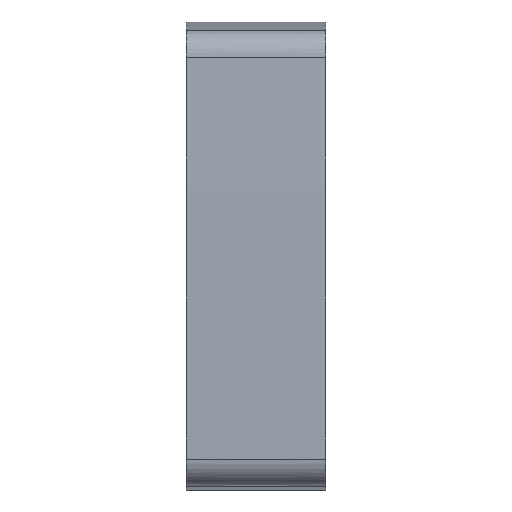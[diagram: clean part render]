
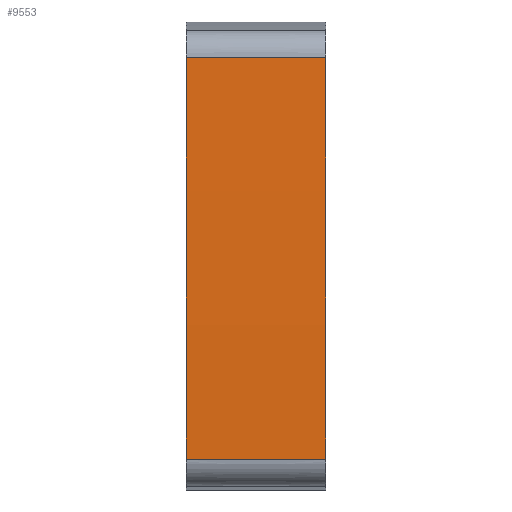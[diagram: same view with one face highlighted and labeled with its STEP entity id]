
A CAD part, left-side view. The second image highlights one B-rep face of the part: STEP entity #9553.
In plain terms, the highlighted cylindrical face has radius 4649.75 mm (diameter 9299.51 mm), a partial arc.
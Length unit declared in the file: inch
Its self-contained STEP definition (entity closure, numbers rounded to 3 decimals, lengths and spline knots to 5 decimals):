
#5568 = CARTESIAN_POINT ( 'NONE',  ( -8.3157, 0.14, -5.07723 ) ) ;
#5707 = DIRECTION ( 'NONE',  ( 0., 1., 0. ) ) ;
#5708 = VECTOR ( 'NONE', #5707, 39.37008 ) ;
#5709 = CARTESIAN_POINT ( 'NONE',  ( -8.26404, -3.36, 4.97779 ) ) ;
#5710 = LINE ( 'NONE', #5709, #5708 ) ;
#5711 = CARTESIAN_POINT ( 'NONE',  ( -8.3157, -3.36, -5.07723 ) ) ;
#5712 = DIRECTION ( 'NONE',  ( 0., 1., 0. ) ) ;
#5713 = VECTOR ( 'NONE', #5712, 39.37008 ) ;
#5714 = CARTESIAN_POINT ( 'NONE',  ( -8.3157, -3.36, -5.07723 ) ) ;
#5715 = LINE ( 'NONE', #5714, #5713 ) ;
#5716 = CARTESIAN_POINT ( 'NONE',  ( -8.26404, -3.36, 4.97779 ) ) ;
#5717 = DIRECTION ( 'NONE',  ( 0., 0., 1. ) ) ;
#5718 = DIRECTION ( 'NONE',  ( 0., 1., 0. ) ) ;
#5719 = AXIS2_PLACEMENT_3D ( 'NONE', #5724, #5718, #5717 ) ;
#5720 = CIRCLE ( 'NONE', #5719, 183.06114 ) ;
#5721 = DIRECTION ( 'NONE',  ( 0., 0., 1. ) ) ;
#5722 = DIRECTION ( 'NONE',  ( 0., 1., 0. ) ) ;
#5723 = AXIS2_PLACEMENT_3D ( 'NONE', #5732, #5722, #5721 ) ;
#5724 = CARTESIAN_POINT ( 'NONE',  ( 174.69981, -3.36, -0.98982 ) ) ;
#5725 = CYLINDRICAL_SURFACE ( 'NONE', #5723, 183.06114 ) ;
#5726 = FACE_OUTER_BOUND ( 'NONE', #9566, .T. ) ;
#5732 = CARTESIAN_POINT ( 'NONE',  ( 174.69981, -3.36, -0.98982 ) ) ;
#5733 = DIRECTION ( 'NONE',  ( 0., 1., 0. ) ) ;
#5734 = AXIS2_PLACEMENT_3D ( 'NONE', #5736, #5733, #5738 ) ;
#5735 = CIRCLE ( 'NONE', #5734, 183.06114 ) ;
#5736 = CARTESIAN_POINT ( 'NONE',  ( 174.69981, 0.14, -0.98982 ) ) ;
#5738 = DIRECTION ( 'NONE',  ( 0., 0., 1. ) ) ;
#5765 = CARTESIAN_POINT ( 'NONE',  ( -8.26404, 0.14, 4.97779 ) ) ;
#9545 = VERTEX_POINT ( 'NONE', #5568 ) ;
#9546 = ORIENTED_EDGE ( 'NONE', *, *, #9560, .F. ) ;
#9550 = ORIENTED_EDGE ( 'NONE', *, *, #9565, .F. ) ;
#9553 = ADVANCED_FACE ( 'NONE', ( #5726 ), #5725, .T. ) ;
#9556 = ORIENTED_EDGE ( 'NONE', *, *, #9562, .T. ) ;
#9557 = ORIENTED_EDGE ( 'NONE', *, *, #9558, .T. ) ;
#9558 = EDGE_CURVE ( 'NONE', #9561, #9559, #5720, .T. ) ;
#9559 = VERTEX_POINT ( 'NONE', #5716 ) ;
#9560 = EDGE_CURVE ( 'NONE', #9561, #9545, #5715, .T. ) ;
#9561 = VERTEX_POINT ( 'NONE', #5711 ) ;
#9562 = EDGE_CURVE ( 'NONE', #9559, #9574, #5710, .T. ) ;
#9565 = EDGE_CURVE ( 'NONE', #9545, #9574, #5735, .T. ) ;
#9566 = EDGE_LOOP ( 'NONE', ( #9550, #9546, #9557, #9556 ) ) ;
#9574 = VERTEX_POINT ( 'NONE', #5765 ) ;
